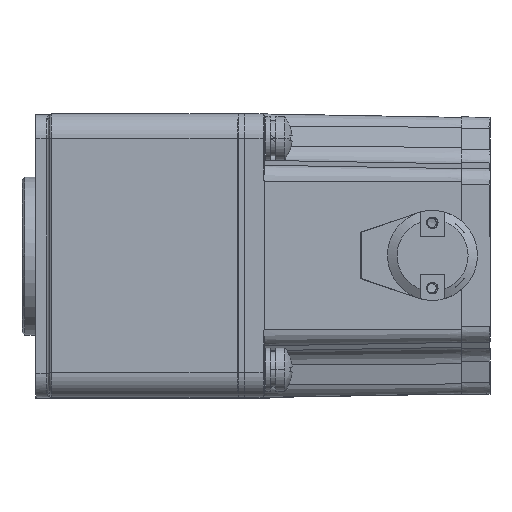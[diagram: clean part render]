
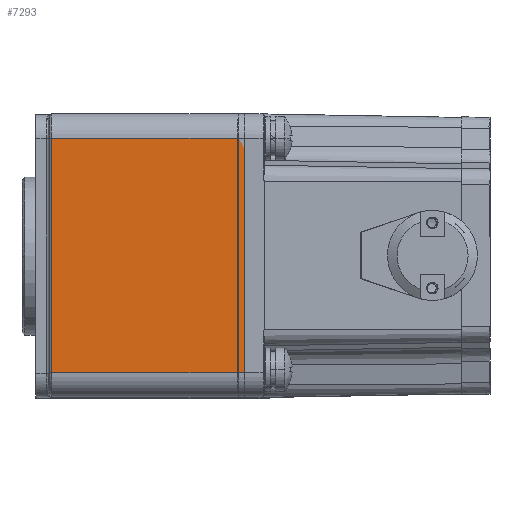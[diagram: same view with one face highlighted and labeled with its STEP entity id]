
A CAD part, top view. The second image highlights one B-rep face of the part: STEP entity #7293.
In plain terms, the highlighted face is planar.
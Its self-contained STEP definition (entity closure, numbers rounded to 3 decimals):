
#99 = ORIENTED_EDGE ( 'NONE', *, *, #20063, .T. ) ;
#486 = EDGE_CURVE ( 'NONE', #14395, #6520, #947, .T. ) ;
#895 = DIRECTION ( 'NONE',  ( 0., -1., 0. ) ) ;
#947 = LINE ( 'NONE', #24364, #6517 ) ;
#2141 = CARTESIAN_POINT ( 'NONE',  ( -43., -166., 1. ) ) ;
#2932 = DIRECTION ( 'NONE',  ( 0., 0., -1. ) ) ;
#3573 = CARTESIAN_POINT ( 'NONE',  ( -43., -166., 1. ) ) ;
#5329 = VECTOR ( 'NONE', #16456, 1000. ) ;
#5489 = EDGE_CURVE ( 'NONE', #21847, #14669, #19147, .T. ) ;
#5634 = CARTESIAN_POINT ( 'NONE',  ( -43., -166., 36.25 ) ) ;
#6267 = PLANE ( 'NONE',  #12757 ) ;
#6517 = VECTOR ( 'NONE', #21716, 1000. ) ;
#6520 = VERTEX_POINT ( 'NONE', #7248 ) ;
#7248 = CARTESIAN_POINT ( 'NONE',  ( 43., -166., 1. ) ) ;
#7293 = ADVANCED_FACE ( 'NONE', ( #8714 ), #6267, .T. ) ;
#8305 = LINE ( 'NONE', #5634, #18628 ) ;
#8714 = FACE_OUTER_BOUND ( 'NONE', #18991, .T. ) ;
#12757 = AXIS2_PLACEMENT_3D ( 'NONE', #3573, #895, #24316 ) ;
#13256 = ORIENTED_EDGE ( 'NONE', *, *, #19958, .T. ) ;
#13311 = CARTESIAN_POINT ( 'NONE',  ( 43., -166., 71.5 ) ) ;
#13804 = DIRECTION ( 'NONE',  ( 1., 0., 0. ) ) ;
#14395 = VERTEX_POINT ( 'NONE', #2141 ) ;
#14669 = VERTEX_POINT ( 'NONE', #13311 ) ;
#15820 = CARTESIAN_POINT ( 'NONE',  ( -43., -166., 71.5 ) ) ;
#16456 = DIRECTION ( 'NONE',  ( 0., 0., 1. ) ) ;
#16469 = CARTESIAN_POINT ( 'NONE',  ( 0., -166., 71.5 ) ) ;
#18628 = VECTOR ( 'NONE', #2932, 1000. ) ;
#18991 = EDGE_LOOP ( 'NONE', ( #22836, #99, #24902, #13256 ) ) ;
#19136 = CARTESIAN_POINT ( 'NONE',  ( 43., -166., 36.25 ) ) ;
#19147 = LINE ( 'NONE', #16469, #24299 ) ;
#19958 = EDGE_CURVE ( 'NONE', #21847, #14395, #8305, .T. ) ;
#20063 = EDGE_CURVE ( 'NONE', #6520, #14669, #21804, .T. ) ;
#21716 = DIRECTION ( 'NONE',  ( 1., 0., 0. ) ) ;
#21804 = LINE ( 'NONE', #19136, #5329 ) ;
#21847 = VERTEX_POINT ( 'NONE', #15820 ) ;
#22836 = ORIENTED_EDGE ( 'NONE', *, *, #486, .T. ) ;
#24299 = VECTOR ( 'NONE', #13804, 1000. ) ;
#24316 = DIRECTION ( 'NONE',  ( 1., 0., 0. ) ) ;
#24364 = CARTESIAN_POINT ( 'NONE',  ( 0., -166., 1. ) ) ;
#24902 = ORIENTED_EDGE ( 'NONE', *, *, #5489, .F. ) ;
